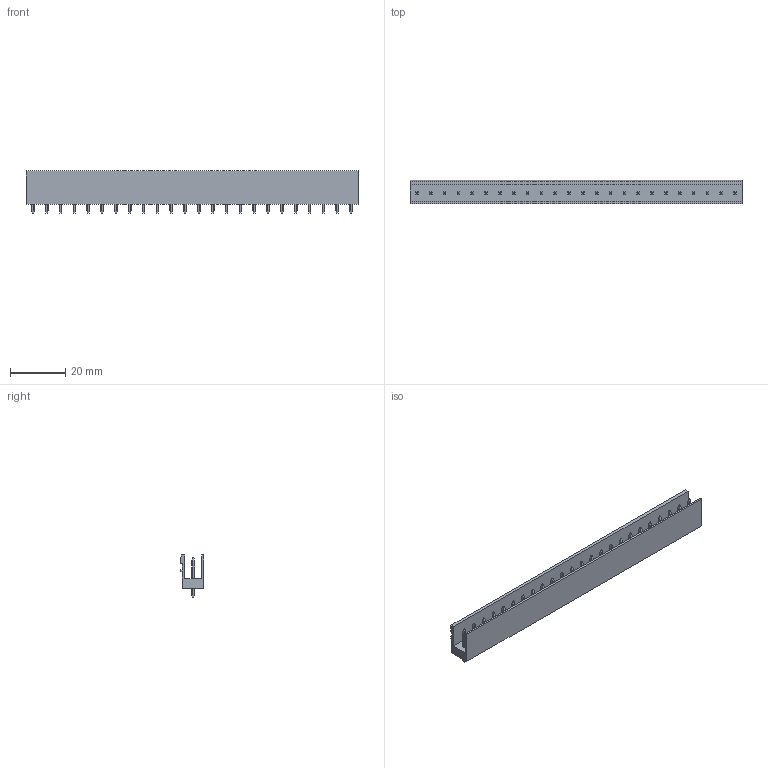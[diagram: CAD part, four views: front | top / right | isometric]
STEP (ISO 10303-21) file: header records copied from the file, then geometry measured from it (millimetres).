
FILE_DESCRIPTION(('CATIA V5 STEP Exchange','CAx-IF Rec.Pracs.--- Model Styling and Organization---1.2---2011-12-15'),'2;1');
FILE_NAME ('D1452958_0_1581540000_1581540000.stp','2018-10-19T08:17:06+00:00',('none'),('Weidmueller'),'CATIA Version 5-6 Release 2014','CATIA V5 STEP AP214','none');
FILE_SCHEMA(('AUTOMOTIVE_DESIGN { 1 0 10303 214 1 1 1 1 }'));
Length unit declared in the file: millimetre
Products named in the file (1): 1581540000
Bounding box: 120 x 8.43 x 15.2 mm (x, y, z)
Volume: 5282.6 mm3; surface area: 8615.6 mm2
Topology: 25 solids, 25 shells, 643 faces, 1779 edges, 1186 vertices
Faces by surface type: plane 449, cylinder 194
Entity records: 19259 total; most frequent: CARTESIAN_POINT 4770, ORIENTED_EDGE 3558, DIRECTION 2027, EDGE_CURVE 1779, VECTOR 1199, LINE 1199, VERTEX_POINT 1186, EDGE_LOOP 691
